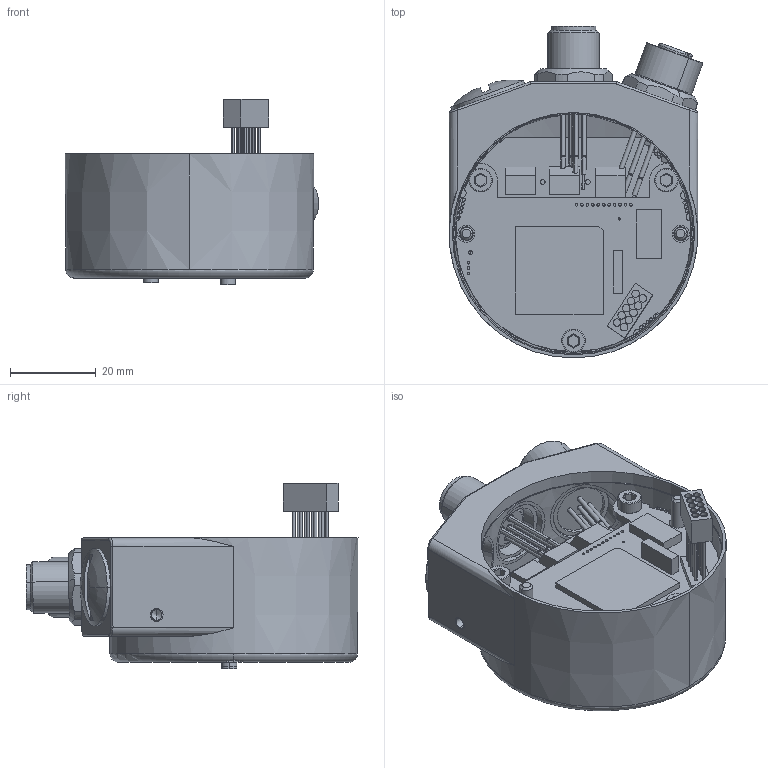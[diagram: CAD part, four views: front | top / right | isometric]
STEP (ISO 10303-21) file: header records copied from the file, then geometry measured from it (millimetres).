
FILE_DESCRIPTION((''),'2;1');
FILE_NAME('BC_FDV_C','2014-09-15T',('lika51'),(''),'PRO/ENGINEER BY PARAMETRIC TECHNOLOGY CORPORATION, 2010180','PRO/ENGINEER BY PARAMETRIC TECHNOLOGY CORPORATION, 2010180','');
FILE_SCHEMA(('CONFIG_CONTROL_DESIGN'));
Length unit declared in the file: millimetre
Products named in the file (1): BC_FDV_C
Bounding box: 59.16 x 77.47 x 43.2 mm (x, y, z)
Volume: 37368.8 mm3; surface area: 37108.7 mm2
Topology: 1 solids, 23 shells, 1266 faces, 3175 edges, 2071 vertices
Faces by surface type: cylinder 565, plane 480, cone 78, torus 76, extrusion 50, bspline 15, sphere 2
Entity records: 40502 total; most frequent: CARTESIAN_POINT 9276, DIRECTION 6669, ORIENTED_EDGE 6294, EDGE_CURVE 3165, AXIS2_PLACEMENT_3D 2592, VERTEX_POINT 2071, EDGE_LOOP 1566, VECTOR 1485
